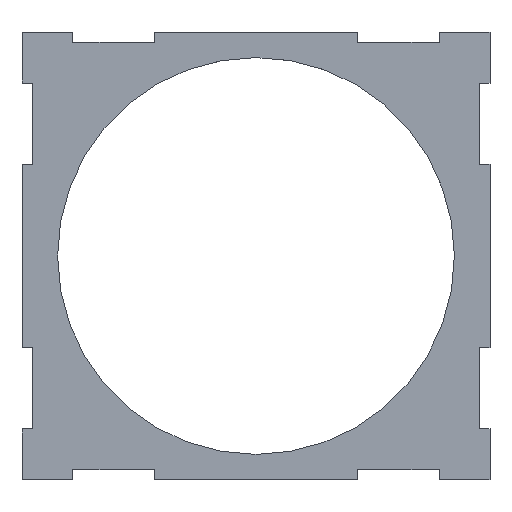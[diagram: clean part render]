
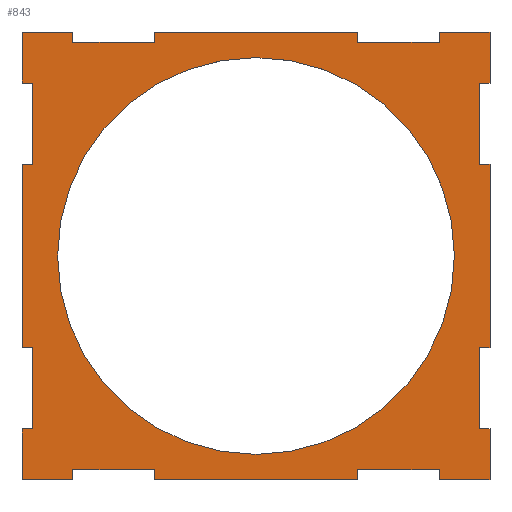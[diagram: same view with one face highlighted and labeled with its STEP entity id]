
A CAD part, top view. The second image highlights one B-rep face of the part: STEP entity #843.
In plain terms, the highlighted planar face has unit normal (0, 0, 1).
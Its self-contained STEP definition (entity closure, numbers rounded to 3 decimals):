
#17=FACE_BOUND('',#103,.T.);
#19=CIRCLE('',#895,97.5);
#60=FACE_OUTER_BOUND('',#102,.T.);
#102=EDGE_LOOP('',(#724,#725,#726,#727,#728,#729,#730,#731,#732,#733,#734,
#735,#736,#737,#738,#739,#740,#741,#742,#743,#744,#745,#746,#747,#748,#749,
#750,#751,#752,#753,#754,#755,#756,#757,#758,#759));
#103=EDGE_LOOP('',(#760,#761,#762));
#107=LINE('',#1113,#222);
#145=LINE('',#1193,#260);
#148=LINE('',#1198,#263);
#150=LINE('',#1202,#265);
#152=LINE('',#1207,#267);
#155=LINE('',#1212,#270);
#157=LINE('',#1216,#272);
#159=LINE('',#1221,#274);
#162=LINE('',#1226,#277);
#164=LINE('',#1230,#279);
#166=LINE('',#1235,#281);
#169=LINE('',#1241,#284);
#172=LINE('',#1245,#287);
#173=LINE('',#1249,#288);
#176=LINE('',#1254,#291);
#178=LINE('',#1258,#293);
#180=LINE('',#1263,#295);
#183=LINE('',#1268,#298);
#185=LINE('',#1272,#300);
#187=LINE('',#1277,#302);
#190=LINE('',#1282,#305);
#192=LINE('',#1286,#307);
#194=LINE('',#1291,#309);
#197=LINE('',#1297,#312);
#200=LINE('',#1301,#315);
#201=LINE('',#1304,#316);
#203=LINE('',#1307,#318);
#204=LINE('',#1310,#319);
#206=LINE('',#1313,#321);
#207=LINE('',#1315,#322);
#208=LINE('',#1318,#323);
#210=LINE('',#1321,#325);
#211=LINE('',#1323,#326);
#212=LINE('',#1326,#327);
#215=LINE('',#1333,#330);
#216=LINE('',#1335,#331);
#217=LINE('',#1337,#332);
#218=LINE('',#1339,#333);
#222=VECTOR('',#908,10.);
#260=VECTOR('',#952,10.);
#263=VECTOR('',#957,10.);
#265=VECTOR('',#961,10.);
#267=VECTOR('',#965,10.);
#270=VECTOR('',#970,10.);
#272=VECTOR('',#974,10.);
#274=VECTOR('',#978,10.);
#277=VECTOR('',#983,10.);
#279=VECTOR('',#987,10.);
#281=VECTOR('',#991,10.);
#284=VECTOR('',#996,10.);
#287=VECTOR('',#1001,10.);
#288=VECTOR('',#1004,10.);
#291=VECTOR('',#1009,10.);
#293=VECTOR('',#1013,10.);
#295=VECTOR('',#1017,10.);
#298=VECTOR('',#1022,10.);
#300=VECTOR('',#1026,10.);
#302=VECTOR('',#1030,10.);
#305=VECTOR('',#1035,10.);
#307=VECTOR('',#1039,10.);
#309=VECTOR('',#1043,10.);
#312=VECTOR('',#1048,10.);
#315=VECTOR('',#1053,10.);
#316=VECTOR('',#1056,10.);
#318=VECTOR('',#1060,10.);
#319=VECTOR('',#1063,10.);
#321=VECTOR('',#1067,10.);
#322=VECTOR('',#1070,10.);
#323=VECTOR('',#1073,10.);
#325=VECTOR('',#1077,10.);
#326=VECTOR('',#1080,10.);
#327=VECTOR('',#1083,10.);
#330=VECTOR('',#1092,10.);
#331=VECTOR('',#1095,10.);
#332=VECTOR('',#1098,10.);
#333=VECTOR('',#1101,10.);
#335=VERTEX_POINT('',#1107);
#337=VERTEX_POINT('',#1111);
#375=VERTEX_POINT('',#1191);
#376=VERTEX_POINT('',#1192);
#377=VERTEX_POINT('',#1197);
#378=VERTEX_POINT('',#1201);
#379=VERTEX_POINT('',#1205);
#380=VERTEX_POINT('',#1206);
#381=VERTEX_POINT('',#1211);
#382=VERTEX_POINT('',#1215);
#383=VERTEX_POINT('',#1219);
#384=VERTEX_POINT('',#1220);
#385=VERTEX_POINT('',#1225);
#386=VERTEX_POINT('',#1229);
#387=VERTEX_POINT('',#1233);
#388=VERTEX_POINT('',#1234);
#389=VERTEX_POINT('',#1239);
#390=VERTEX_POINT('',#1240);
#391=VERTEX_POINT('',#1247);
#392=VERTEX_POINT('',#1248);
#393=VERTEX_POINT('',#1253);
#394=VERTEX_POINT('',#1257);
#395=VERTEX_POINT('',#1261);
#396=VERTEX_POINT('',#1262);
#397=VERTEX_POINT('',#1267);
#398=VERTEX_POINT('',#1271);
#399=VERTEX_POINT('',#1275);
#400=VERTEX_POINT('',#1276);
#401=VERTEX_POINT('',#1281);
#402=VERTEX_POINT('',#1285);
#403=VERTEX_POINT('',#1289);
#404=VERTEX_POINT('',#1290);
#405=VERTEX_POINT('',#1295);
#406=VERTEX_POINT('',#1296);
#407=VERTEX_POINT('',#1303);
#408=VERTEX_POINT('',#1309);
#409=VERTEX_POINT('',#1317);
#410=VERTEX_POINT('',#1325);
#411=VERTEX_POINT('',#1329);
#415=EDGE_CURVE('',#337,#335,#107,.T.);
#454=EDGE_CURVE('',#375,#376,#145,.T.);
#457=EDGE_CURVE('',#377,#375,#148,.T.);
#459=EDGE_CURVE('',#378,#377,#150,.T.);
#461=EDGE_CURVE('',#379,#380,#152,.T.);
#464=EDGE_CURVE('',#381,#379,#155,.T.);
#466=EDGE_CURVE('',#380,#382,#157,.T.);
#468=EDGE_CURVE('',#383,#384,#159,.T.);
#471=EDGE_CURVE('',#385,#383,#162,.T.);
#473=EDGE_CURVE('',#386,#385,#164,.T.);
#475=EDGE_CURVE('',#387,#388,#166,.T.);
#478=EDGE_CURVE('',#389,#390,#169,.T.);
#481=EDGE_CURVE('',#388,#389,#172,.T.);
#482=EDGE_CURVE('',#391,#392,#173,.T.);
#485=EDGE_CURVE('',#393,#391,#176,.T.);
#487=EDGE_CURVE('',#394,#393,#178,.T.);
#489=EDGE_CURVE('',#395,#396,#180,.T.);
#492=EDGE_CURVE('',#397,#395,#183,.T.);
#494=EDGE_CURVE('',#396,#398,#185,.T.);
#496=EDGE_CURVE('',#399,#400,#187,.T.);
#499=EDGE_CURVE('',#401,#399,#190,.T.);
#501=EDGE_CURVE('',#402,#401,#192,.T.);
#503=EDGE_CURVE('',#403,#404,#194,.T.);
#506=EDGE_CURVE('',#405,#406,#197,.T.);
#509=EDGE_CURVE('',#404,#405,#200,.T.);
#510=EDGE_CURVE('',#407,#394,#201,.T.);
#512=EDGE_CURVE('',#392,#378,#203,.T.);
#513=EDGE_CURVE('',#408,#397,#204,.T.);
#515=EDGE_CURVE('',#398,#381,#206,.T.);
#516=EDGE_CURVE('',#400,#407,#207,.T.);
#517=EDGE_CURVE('',#409,#386,#208,.T.);
#519=EDGE_CURVE('',#384,#402,#210,.T.);
#520=EDGE_CURVE('',#406,#408,#211,.T.);
#521=EDGE_CURVE('',#410,#387,#212,.T.);
#524=EDGE_CURVE('',#411,#337,#19,.T.);
#525=EDGE_CURVE('',#411,#335,#215,.T.);
#526=EDGE_CURVE('',#390,#403,#216,.T.);
#527=EDGE_CURVE('',#376,#410,#217,.T.);
#528=EDGE_CURVE('',#382,#409,#218,.T.);
#724=ORIENTED_EDGE('',*,*,#454,.T.);
#725=ORIENTED_EDGE('',*,*,#527,.T.);
#726=ORIENTED_EDGE('',*,*,#521,.T.);
#727=ORIENTED_EDGE('',*,*,#475,.T.);
#728=ORIENTED_EDGE('',*,*,#481,.T.);
#729=ORIENTED_EDGE('',*,*,#478,.T.);
#730=ORIENTED_EDGE('',*,*,#526,.T.);
#731=ORIENTED_EDGE('',*,*,#503,.T.);
#732=ORIENTED_EDGE('',*,*,#509,.T.);
#733=ORIENTED_EDGE('',*,*,#506,.T.);
#734=ORIENTED_EDGE('',*,*,#520,.T.);
#735=ORIENTED_EDGE('',*,*,#513,.T.);
#736=ORIENTED_EDGE('',*,*,#492,.T.);
#737=ORIENTED_EDGE('',*,*,#489,.T.);
#738=ORIENTED_EDGE('',*,*,#494,.T.);
#739=ORIENTED_EDGE('',*,*,#515,.T.);
#740=ORIENTED_EDGE('',*,*,#464,.T.);
#741=ORIENTED_EDGE('',*,*,#461,.T.);
#742=ORIENTED_EDGE('',*,*,#466,.T.);
#743=ORIENTED_EDGE('',*,*,#528,.T.);
#744=ORIENTED_EDGE('',*,*,#517,.T.);
#745=ORIENTED_EDGE('',*,*,#473,.T.);
#746=ORIENTED_EDGE('',*,*,#471,.T.);
#747=ORIENTED_EDGE('',*,*,#468,.T.);
#748=ORIENTED_EDGE('',*,*,#519,.T.);
#749=ORIENTED_EDGE('',*,*,#501,.T.);
#750=ORIENTED_EDGE('',*,*,#499,.T.);
#751=ORIENTED_EDGE('',*,*,#496,.T.);
#752=ORIENTED_EDGE('',*,*,#516,.T.);
#753=ORIENTED_EDGE('',*,*,#510,.T.);
#754=ORIENTED_EDGE('',*,*,#487,.T.);
#755=ORIENTED_EDGE('',*,*,#485,.T.);
#756=ORIENTED_EDGE('',*,*,#482,.T.);
#757=ORIENTED_EDGE('',*,*,#512,.T.);
#758=ORIENTED_EDGE('',*,*,#459,.T.);
#759=ORIENTED_EDGE('',*,*,#457,.T.);
#760=ORIENTED_EDGE('',*,*,#524,.F.);
#761=ORIENTED_EDGE('',*,*,#525,.T.);
#762=ORIENTED_EDGE('',*,*,#415,.F.);
#802=PLANE('',#900);
#843=ADVANCED_FACE('',(#60,#17),#802,.T.);
#895=AXIS2_PLACEMENT_3D('',#1331,#1088,#1089);
#900=AXIS2_PLACEMENT_3D('',#1340,#1102,#1103);
#908=DIRECTION('',(1.,0.,0.));
#952=DIRECTION('',(1.,0.,0.));
#957=DIRECTION('',(0.,1.,0.));
#961=DIRECTION('',(-1.,0.,0.));
#965=DIRECTION('',(0.,-1.,0.));
#970=DIRECTION('',(1.,0.,0.));
#974=DIRECTION('',(-1.,0.,0.));
#978=DIRECTION('',(0.,-1.,0.));
#983=DIRECTION('',(1.,0.,0.));
#987=DIRECTION('',(0.,1.,0.));
#991=DIRECTION('',(0.,-1.,0.));
#996=DIRECTION('',(0.,1.,0.));
#1001=DIRECTION('',(-1.,0.,0.));
#1004=DIRECTION('',(1.,0.,0.));
#1009=DIRECTION('',(0.,1.,0.));
#1013=DIRECTION('',(-1.,0.,0.));
#1017=DIRECTION('',(0.,-1.,0.));
#1022=DIRECTION('',(1.,0.,0.));
#1026=DIRECTION('',(-1.,0.,0.));
#1030=DIRECTION('',(0.,-1.,0.));
#1035=DIRECTION('',(1.,0.,0.));
#1039=DIRECTION('',(0.,1.,0.));
#1043=DIRECTION('',(0.,-1.,0.));
#1048=DIRECTION('',(0.,1.,0.));
#1053=DIRECTION('',(-1.,0.,0.));
#1056=DIRECTION('',(0.,1.,0.));
#1060=DIRECTION('',(0.,1.,0.));
#1063=DIRECTION('',(0.,-1.,0.));
#1067=DIRECTION('',(0.,-1.,0.));
#1070=DIRECTION('',(1.,0.,0.));
#1073=DIRECTION('',(1.,0.,0.));
#1077=DIRECTION('',(1.,0.,0.));
#1080=DIRECTION('',(-1.,0.,0.));
#1083=DIRECTION('',(-1.,0.,0.));
#1088=DIRECTION('center_axis',(0.,0.,1.));
#1089=DIRECTION('ref_axis',(-1.,0.,0.));
#1092=DIRECTION('',(0.001,-1.,0.));
#1095=DIRECTION('',(-1.,0.,0.));
#1098=DIRECTION('',(0.,1.,0.));
#1101=DIRECTION('',(0.,-1.,0.));
#1102=DIRECTION('center_axis',(0.,0.,1.));
#1103=DIRECTION('ref_axis',(1.,0.,0.));
#1107=CARTESIAN_POINT('',(115.068,12.5,5.));
#1111=CARTESIAN_POINT('',(115.,12.5,5.));
#1113=CARTESIAN_POINT('',(115.,12.5,5.));
#1191=CARTESIAN_POINT('',(225.,195.,5.));
#1192=CARTESIAN_POINT('',(230.,195.,5.));
#1193=CARTESIAN_POINT('',(170.,195.,5.));
#1197=CARTESIAN_POINT('',(225.,155.,5.));
#1198=CARTESIAN_POINT('',(225.,132.5,5.));
#1201=CARTESIAN_POINT('',(230.,155.,5.));
#1202=CARTESIAN_POINT('',(172.5,155.,5.));
#1205=CARTESIAN_POINT('',(5.,65.,5.));
#1206=CARTESIAN_POINT('',(5.,25.,5.));
#1207=CARTESIAN_POINT('',(5.,87.5,5.));
#1211=CARTESIAN_POINT('',(0.,65.,5.));
#1212=CARTESIAN_POINT('',(57.5,65.,5.));
#1215=CARTESIAN_POINT('',(0.,25.,5.));
#1216=CARTESIAN_POINT('',(60.,25.,5.));
#1219=CARTESIAN_POINT('',(65.,5.,5.));
#1220=CARTESIAN_POINT('',(65.,0.,5.));
#1221=CARTESIAN_POINT('',(65.,57.5,5.));
#1225=CARTESIAN_POINT('',(25.,5.,5.));
#1226=CARTESIAN_POINT('',(70.,5.,5.));
#1229=CARTESIAN_POINT('',(25.,0.,5.));
#1230=CARTESIAN_POINT('',(25.,55.,5.));
#1233=CARTESIAN_POINT('',(205.,220.,5.));
#1234=CARTESIAN_POINT('',(205.,215.,5.));
#1235=CARTESIAN_POINT('',(205.,165.,5.));
#1239=CARTESIAN_POINT('',(165.,215.,5.));
#1240=CARTESIAN_POINT('',(165.,220.,5.));
#1241=CARTESIAN_POINT('',(165.,162.5,5.));
#1245=CARTESIAN_POINT('',(160.,215.,5.));
#1247=CARTESIAN_POINT('',(225.,65.,5.));
#1248=CARTESIAN_POINT('',(230.,65.,5.));
#1249=CARTESIAN_POINT('',(170.,65.,5.));
#1253=CARTESIAN_POINT('',(225.,25.,5.));
#1254=CARTESIAN_POINT('',(225.,67.5,5.));
#1257=CARTESIAN_POINT('',(230.,25.,5.));
#1258=CARTESIAN_POINT('',(172.5,25.,5.));
#1261=CARTESIAN_POINT('',(5.,195.,5.));
#1262=CARTESIAN_POINT('',(5.,155.,5.));
#1263=CARTESIAN_POINT('',(5.,152.5,5.));
#1267=CARTESIAN_POINT('',(0.,195.,5.));
#1268=CARTESIAN_POINT('',(57.5,195.,5.));
#1271=CARTESIAN_POINT('',(0.,155.,5.));
#1272=CARTESIAN_POINT('',(60.,155.,5.));
#1275=CARTESIAN_POINT('',(205.,5.,5.));
#1276=CARTESIAN_POINT('',(205.,0.,5.));
#1277=CARTESIAN_POINT('',(205.,57.5,5.));
#1281=CARTESIAN_POINT('',(165.,5.,5.));
#1282=CARTESIAN_POINT('',(140.,5.,5.));
#1285=CARTESIAN_POINT('',(165.,0.,5.));
#1286=CARTESIAN_POINT('',(165.,55.,5.));
#1289=CARTESIAN_POINT('',(65.,220.,5.));
#1290=CARTESIAN_POINT('',(65.,215.,5.));
#1291=CARTESIAN_POINT('',(65.,165.,5.));
#1295=CARTESIAN_POINT('',(25.,215.,5.));
#1296=CARTESIAN_POINT('',(25.,220.,5.));
#1297=CARTESIAN_POINT('',(25.,162.5,5.));
#1301=CARTESIAN_POINT('',(90.,215.,5.));
#1303=CARTESIAN_POINT('',(230.,0.,5.));
#1304=CARTESIAN_POINT('',(230.,0.,5.));
#1307=CARTESIAN_POINT('',(230.,0.,5.));
#1309=CARTESIAN_POINT('',(0.,220.,5.));
#1310=CARTESIAN_POINT('',(0.,220.,5.));
#1313=CARTESIAN_POINT('',(0.,220.,5.));
#1315=CARTESIAN_POINT('',(0.,0.,5.));
#1317=CARTESIAN_POINT('',(0.,0.,5.));
#1318=CARTESIAN_POINT('',(0.,0.,5.));
#1321=CARTESIAN_POINT('',(0.,0.,5.));
#1323=CARTESIAN_POINT('',(230.,220.,5.));
#1325=CARTESIAN_POINT('',(230.,220.,5.));
#1326=CARTESIAN_POINT('',(230.,220.,5.));
#1329=CARTESIAN_POINT('',(115.068,12.5,5.));
#1331=CARTESIAN_POINT('Origin',(115.,110.,5.));
#1333=CARTESIAN_POINT('',(115.,110.,5.));
#1335=CARTESIAN_POINT('',(230.,220.,5.));
#1337=CARTESIAN_POINT('',(230.,0.,5.));
#1339=CARTESIAN_POINT('',(0.,220.,5.));
#1340=CARTESIAN_POINT('Origin',(115.,110.,5.));
